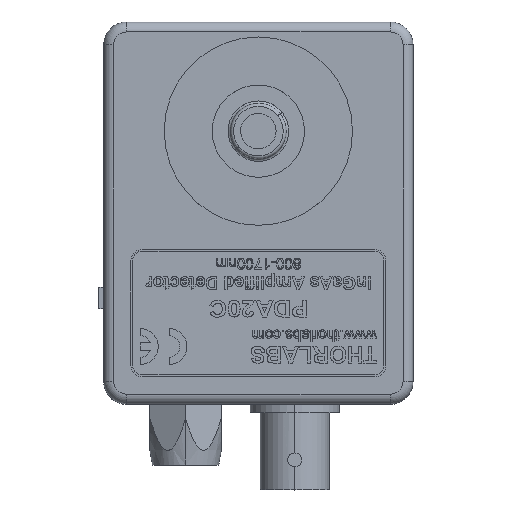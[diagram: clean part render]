
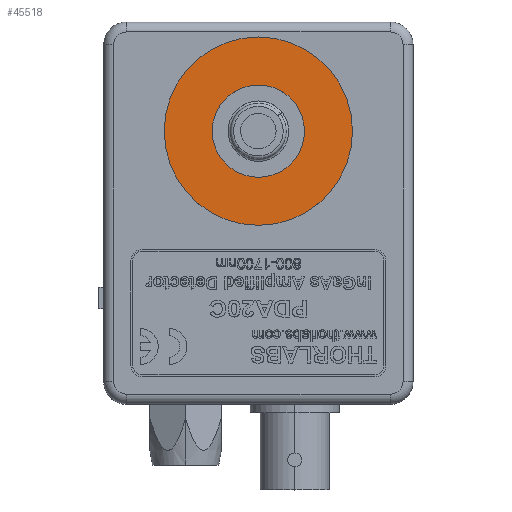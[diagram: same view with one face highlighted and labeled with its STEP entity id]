
A CAD part, top view. The second image highlights one B-rep face of the part: STEP entity #45518.
In plain terms, the highlighted planar face has unit normal (0, 0, 1).
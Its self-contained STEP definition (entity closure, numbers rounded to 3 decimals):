
#42782 = EDGE_CURVE ( 'NONE', #42784, #42785, #69574, .T. ) ;
#42784 = VERTEX_POINT ( 'NONE', #69565 ) ;
#42785 = VERTEX_POINT ( 'NONE', #69558 ) ;
#42907 = VERTEX_POINT ( 'NONE', #69797 ) ;
#42909 = EDGE_CURVE ( 'NONE', #42907, #42910, #69744, .T. ) ;
#42910 = VERTEX_POINT ( 'NONE', #69788 ) ;
#45076 = EDGE_CURVE ( 'NONE', #42910, #42907, #73272, .T. ) ;
#45420 = EDGE_CURVE ( 'NONE', #42785, #42784, #73766, .T. ) ;
#45426 = EDGE_LOOP ( 'NONE', ( #45519, #45520 ) ) ;
#45518 = ADVANCED_FACE ( 'NONE', ( #73964, #73959 ), #73958, .T. ) ;
#45519 = ORIENTED_EDGE ( 'NONE', *, *, #45076, .F. ) ;
#45520 = ORIENTED_EDGE ( 'NONE', *, *, #42909, .F. ) ;
#45522 = EDGE_LOOP ( 'NONE', ( #45523, #45524 ) ) ;
#45523 = ORIENTED_EDGE ( 'NONE', *, *, #45420, .T. ) ;
#45524 = ORIENTED_EDGE ( 'NONE', *, *, #42782, .T. ) ;
#69558 = CARTESIAN_POINT ( 'NONE',  ( 8.445, 38.1, 21.082 ) ) ;
#69565 = CARTESIAN_POINT ( 'NONE',  ( 34.735, 38.1, 21.082 ) ) ;
#69566 = DIRECTION ( 'NONE',  ( 1., 0., 0. ) ) ;
#69567 = DIRECTION ( 'NONE',  ( 0., 0., 1. ) ) ;
#69568 = CARTESIAN_POINT ( 'NONE',  ( 21.59, 38.1, 21.082 ) ) ;
#69569 = AXIS2_PLACEMENT_3D ( 'NONE', #69568, #69567, #69566 ) ;
#69574 = CIRCLE ( 'NONE', #69569, 13.145 ) ;
#69744 = CIRCLE ( 'NONE', #69804, 6.439 ) ;
#69788 = CARTESIAN_POINT ( 'NONE',  ( 28.029, 38.1, 21.082 ) ) ;
#69789 = DIRECTION ( 'NONE',  ( 1., 0., 0. ) ) ;
#69790 = DIRECTION ( 'NONE',  ( 0., 0., 1. ) ) ;
#69791 = CARTESIAN_POINT ( 'NONE',  ( 21.59, 38.1, 21.082 ) ) ;
#69797 = CARTESIAN_POINT ( 'NONE',  ( 15.151, 38.1, 21.082 ) ) ;
#69804 = AXIS2_PLACEMENT_3D ( 'NONE', #69791, #69790, #69789 ) ;
#73268 = DIRECTION ( 'NONE',  ( 1., 0., 0. ) ) ;
#73269 = DIRECTION ( 'NONE',  ( 0., 0., 1. ) ) ;
#73270 = CARTESIAN_POINT ( 'NONE',  ( 21.59, 38.1, 21.082 ) ) ;
#73271 = AXIS2_PLACEMENT_3D ( 'NONE', #73270, #73269, #73268 ) ;
#73272 = CIRCLE ( 'NONE', #73271, 6.439 ) ;
#73757 = DIRECTION ( 'NONE',  ( 1., 0., 0. ) ) ;
#73758 = DIRECTION ( 'NONE',  ( 0., 0., 1. ) ) ;
#73759 = CARTESIAN_POINT ( 'NONE',  ( 21.59, 38.1, 21.082 ) ) ;
#73760 = AXIS2_PLACEMENT_3D ( 'NONE', #73759, #73758, #73757 ) ;
#73766 = CIRCLE ( 'NONE', #73760, 13.145 ) ;
#73952 = DIRECTION ( 'NONE',  ( 1., 0., 0. ) ) ;
#73953 = DIRECTION ( 'NONE',  ( 0., 0., 1. ) ) ;
#73954 = CARTESIAN_POINT ( 'NONE',  ( 21.59, 38.1, 21.082 ) ) ;
#73957 = AXIS2_PLACEMENT_3D ( 'NONE', #73954, #73953, #73952 ) ;
#73958 = PLANE ( 'NONE',  #73957 ) ;
#73959 = FACE_OUTER_BOUND ( 'NONE', #45522, .T. ) ;
#73964 = FACE_BOUND ( 'NONE', #45426, .T. ) ;
